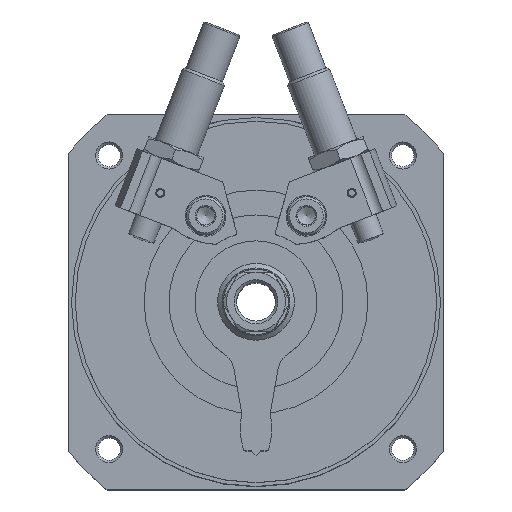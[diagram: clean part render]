
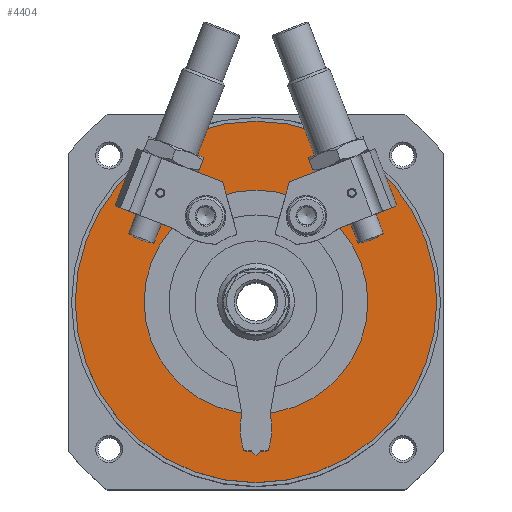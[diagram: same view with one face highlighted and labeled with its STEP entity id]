
A CAD part, top view. The second image highlights one B-rep face of the part: STEP entity #4404.
In plain terms, the highlighted face is planar.
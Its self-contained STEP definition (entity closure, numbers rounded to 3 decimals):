
#191=PLANE('',#4856);
#871=ORIENTED_EDGE('',*,*,#1963,.F.);
#872=ORIENTED_EDGE('',*,*,#1964,.T.);
#1963=EDGE_CURVE('',#2521,#2521,#2945,.T.);
#1964=EDGE_CURVE('',#2522,#2522,#2946,.T.);
#2521=VERTEX_POINT('',#7107);
#2522=VERTEX_POINT('',#7109);
#2945=CIRCLE('',#4857,40.);
#2946=CIRCLE('',#4858,24.75);
#3278=EDGE_LOOP('',(#871));
#3279=EDGE_LOOP('',(#872));
#3801=FACE_BOUND('',#3278,.T.);
#3802=FACE_BOUND('',#3279,.T.);
#4404=ADVANCED_FACE('',(#3801,#3802),#191,.F.);
#4856=AXIS2_PLACEMENT_3D('',#7105,#5590,#5591);
#4857=AXIS2_PLACEMENT_3D('',#7106,#5592,#5593);
#4858=AXIS2_PLACEMENT_3D('',#7108,#5594,#5595);
#5590=DIRECTION('',(1.,0.,0.));
#5591=DIRECTION('',(0.,0.,-1.));
#5592=DIRECTION('',(1.,0.,0.));
#5593=DIRECTION('',(0.,0.,-1.));
#5594=DIRECTION('',(1.,0.,0.));
#5595=DIRECTION('',(0.,0.,-1.));
#7105=CARTESIAN_POINT('',(-72.5,0.,0.));
#7106=CARTESIAN_POINT('',(-72.5,0.,0.));
#7107=CARTESIAN_POINT('',(-72.5,0.,-40.));
#7108=CARTESIAN_POINT('',(-72.5,0.,0.));
#7109=CARTESIAN_POINT('',(-72.5,0.,-24.75));
